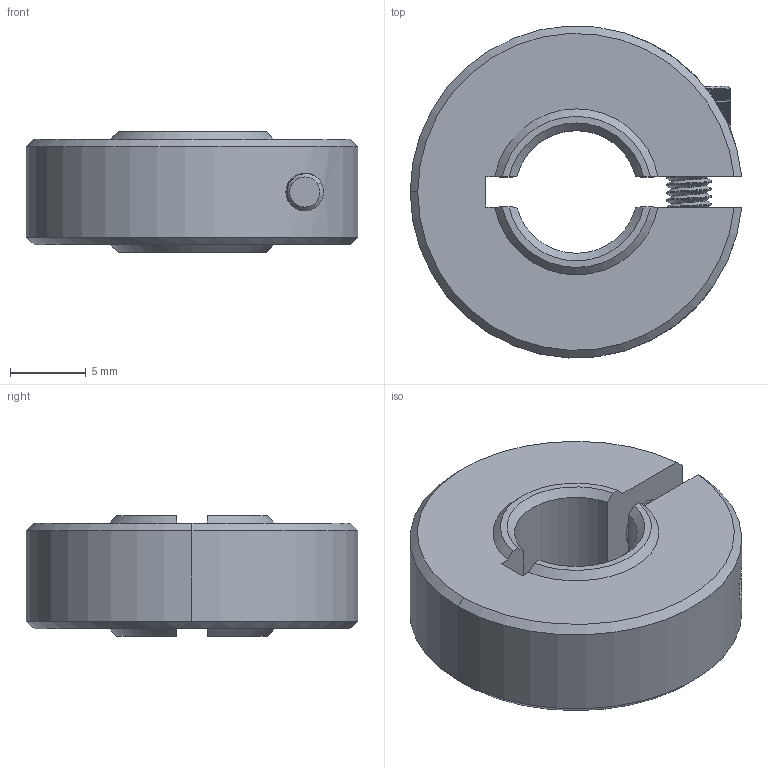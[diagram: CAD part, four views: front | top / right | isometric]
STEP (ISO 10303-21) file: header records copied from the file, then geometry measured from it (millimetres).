
FILE_DESCRIPTION (( 'STEP AP203' ), '1' );
FILE_NAME ('am-1649 8mm Round Thin Collar Clamp (1 Part) Assembly.STEP', '2022-06-07T18:38:17', ( '' ), ( '' ), 'SwSTEP 2.0', 'SolidWorks 2021', '' );
FILE_SCHEMA (( 'CONFIG_CONTROL_DESIGN' ));
Length unit declared in the file: inch
Products named in the file (3): 91290A115_Alloy Steel Socket Head Screw_91290A115; 8mm Round Thin Collar Clamp Body; am-1649 8mm Round Thin Collar Clamp (1 Part) Assembly
Assembly tree (2 placements, depth 2):
  am-1649 8mm Round Thin Collar Clamp (1 Part) Assembly
    8mm Round Thin Collar Clamp Body
    91290A115_Alloy Steel Socket Head Screw_91290A115
Bounding box: 21.95 x 21.98 x 8 mm (x, y, z)
Volume: 2134.8 mm3; surface area: 1741 mm2
Topology: 2 solids, 2 shells, 490 faces, 1148 edges, 759 vertices
Faces by surface type: plane 406, cylinder 52, cone 29, bspline 3
Entity records: 16828 total; most frequent: CARTESIAN_POINT 5325, ORIENTED_EDGE 2296, DIRECTION 2256, EDGE_CURVE 1148, VECTOR 772, LINE 772, VERTEX_POINT 759, AXIS2_PLACEMENT_3D 742
